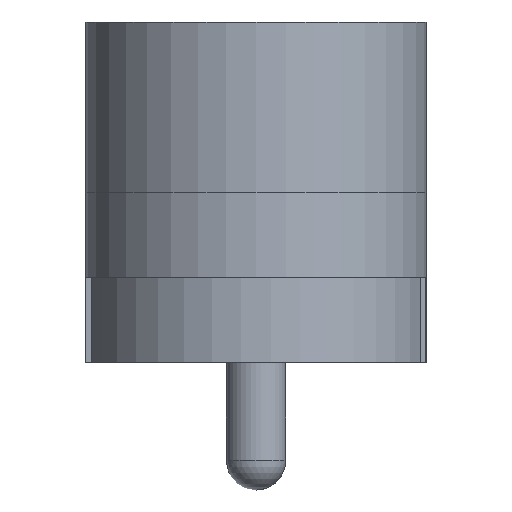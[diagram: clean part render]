
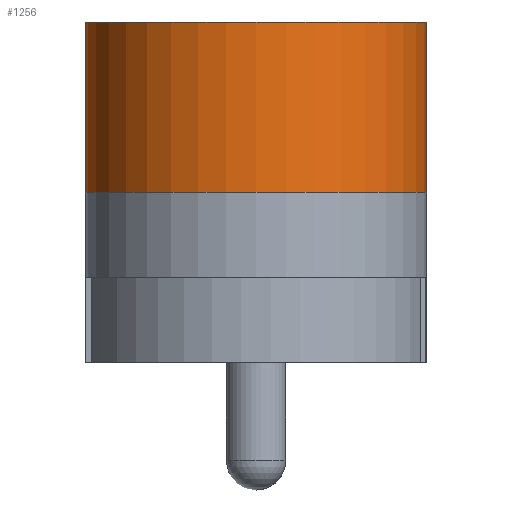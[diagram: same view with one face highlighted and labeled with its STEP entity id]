
A CAD part, left-side view. The second image highlights one B-rep face of the part: STEP entity #1256.
In plain terms, the highlighted cylindrical face has radius 2 mm (diameter 4 mm), a partial arc.
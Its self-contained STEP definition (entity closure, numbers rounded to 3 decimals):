
#198=FACE_OUTER_BOUND('',#277,.T.);
#277=EDGE_LOOP('',(#974,#975,#976,#977));
#399=LINE('',#2097,#479);
#402=LINE('',#2102,#482);
#479=VECTOR('',#1710,10.);
#482=VECTOR('',#1715,10.);
#537=CIRCLE('',#1444,2.);
#550=CIRCLE('',#1464,2.);
#621=VERTEX_POINT('',#2044);
#622=VERTEX_POINT('',#2045);
#641=VERTEX_POINT('',#2096);
#642=VERTEX_POINT('',#2101);
#749=EDGE_CURVE('',#621,#622,#537,.T.);
#775=EDGE_CURVE('',#622,#641,#399,.T.);
#778=EDGE_CURVE('',#621,#642,#402,.T.);
#779=EDGE_CURVE('',#641,#642,#550,.T.);
#974=ORIENTED_EDGE('',*,*,#749,.F.);
#975=ORIENTED_EDGE('',*,*,#778,.T.);
#976=ORIENTED_EDGE('',*,*,#779,.F.);
#977=ORIENTED_EDGE('',*,*,#775,.F.);
#1221=CYLINDRICAL_SURFACE('',#1463,2.);
#1256=ADVANCED_FACE('',(#198),#1221,.T.);
#1444=AXIS2_PLACEMENT_3D('',#2046,#1659,#1660);
#1463=AXIS2_PLACEMENT_3D('',#2100,#1713,#1714);
#1464=AXIS2_PLACEMENT_3D('',#2103,#1716,#1717);
#1659=DIRECTION('center_axis',(0.,-1.,0.));
#1660=DIRECTION('ref_axis',(0.,0.,-1.));
#1710=DIRECTION('',(0.,1.,0.));
#1713=DIRECTION('center_axis',(0.,1.,0.));
#1714=DIRECTION('ref_axis',(0.,0.,-1.));
#1715=DIRECTION('',(0.,1.,0.));
#1716=DIRECTION('center_axis',(0.,1.,0.));
#1717=DIRECTION('ref_axis',(0.,0.,-1.));
#2044=CARTESIAN_POINT('',(2.18,1.,0.));
#2045=CARTESIAN_POINT('',(2.18,1.,-4.));
#2046=CARTESIAN_POINT('Origin',(2.18,1.,-2.));
#2096=CARTESIAN_POINT('',(2.18,3.,-4.));
#2097=CARTESIAN_POINT('',(2.18,0.,-4.));
#2100=CARTESIAN_POINT('Origin',(2.18,0.,-2.));
#2101=CARTESIAN_POINT('',(2.18,3.,0.));
#2102=CARTESIAN_POINT('',(2.18,0.,0.));
#2103=CARTESIAN_POINT('Origin',(2.18,3.,-2.));
